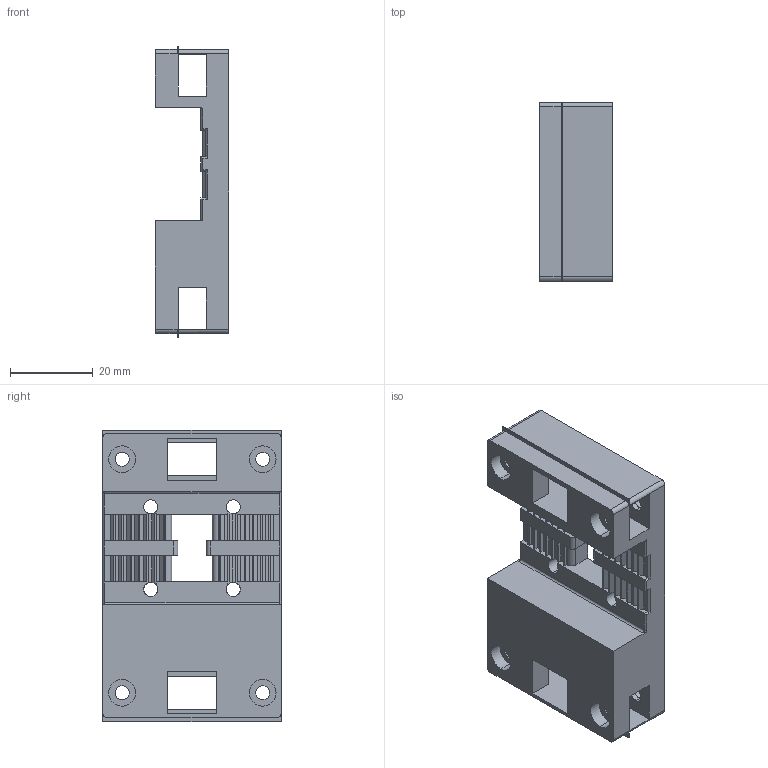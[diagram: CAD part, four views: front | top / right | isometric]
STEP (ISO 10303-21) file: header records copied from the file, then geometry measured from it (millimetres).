
FILE_DESCRIPTION (( 'STEP AP203' ), '1' );
FILE_NAME ('x_carriage_frame.STEP', '2024-05-29T12:40:59', ( '' ), ( '' ), 'SwSTEP 2.0', 'SolidWorks 2023', '' );
FILE_SCHEMA (( 'CONFIG_CONTROL_DESIGN' ));
Length unit declared in the file: millimetre
Products named in the file (1): x_carriage_frame
Bounding box: 17.7 x 43.2 x 70.6 mm (x, y, z)
Volume: 27564 mm3; surface area: 14767.3 mm2
Topology: 1 solids, 1 shells, 505 faces, 1388 edges, 882 vertices
Faces by surface type: plane 397, cylinder 92, cone 16
Entity records: 16010 total; most frequent: CARTESIAN_POINT 2817, ORIENTED_EDGE 2776, DIRECTION 2691, EDGE_CURVE 1388, VECTOR 1079, LINE 1079, VERTEX_POINT 882, AXIS2_PLACEMENT_3D 806
